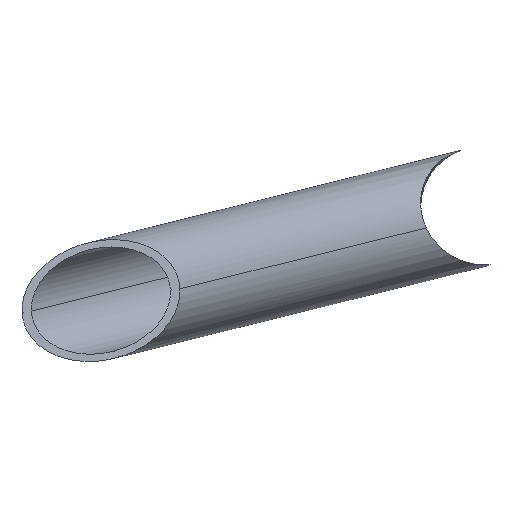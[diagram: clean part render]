
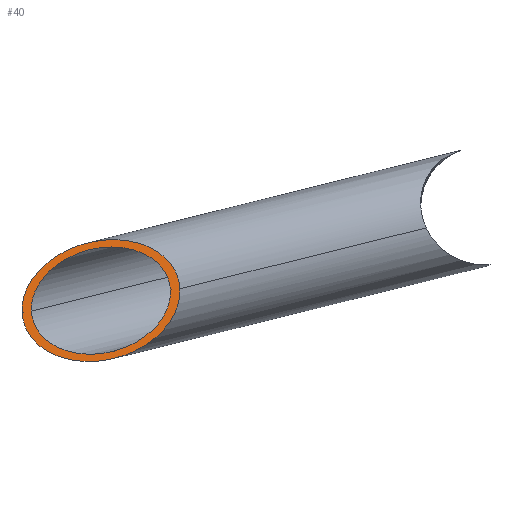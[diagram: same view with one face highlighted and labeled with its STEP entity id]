
A CAD part, top view. The second image highlights one B-rep face of the part: STEP entity #40.
In plain terms, the highlighted planar face has unit normal (0.144, 0.06, 0.988).
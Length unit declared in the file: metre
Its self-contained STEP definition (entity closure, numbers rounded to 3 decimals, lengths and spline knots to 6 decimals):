
#40=ADVANCED_FACE('0:39',(#79,#80),#81,.T.);
#79=FACE_OUTER_BOUND('',#115,.T.);
#80=FACE_BOUND('',#116,.T.);
#81=PLANE('',#117);
#115=EDGE_LOOP('',(#167,#168));
#116=EDGE_LOOP('',(#169,#170,#171));
#117=AXIS2_PLACEMENT_3D('',#172,#173,#174);
#167=ORIENTED_EDGE('',*,*,#248,.F.);
#168=ORIENTED_EDGE('',*,*,#238,.F.);
#169=ORIENTED_EDGE('',*,*,#249,.T.);
#170=ORIENTED_EDGE('',*,*,#235,.T.);
#171=ORIENTED_EDGE('',*,*,#250,.T.);
#172=CARTESIAN_POINT('',(-2.2449,-0.317,0.26148));
#173=DIRECTION('',(0.144,0.06,0.988));
#174=DIRECTION('',(0.385,-0.923,0.0));
#235=EDGE_CURVE('',#268,#278,#280,.T.);
#238=EDGE_CURVE('',#282,#285,#286,.F.);
#248=EDGE_CURVE('0:96',#285,#282,#300,.F.);
#249=EDGE_CURVE('0:84',#301,#268,#302,.T.);
#250=EDGE_CURVE('',#278,#301,#303,.T.);
#268=VERTEX_POINT('',#326);
#278=VERTEX_POINT('',#622);
#280=ELLIPSE('',#625,0.015076,0.011);
#282=VERTEX_POINT('',#627);
#285=VERTEX_POINT('',#631);
#286=ELLIPSE('',#632,0.017131,0.0125);
#300=ELLIPSE('',#904,0.017131,0.0125);
#301=VERTEX_POINT('',#905);
#302=ELLIPSE('',#906,0.015076,0.011);
#303=ELLIPSE('',#907,0.015076,0.011);
#326=CARTESIAN_POINT('',(-2.259545,-0.319193,0.26375));
#622=CARTESIAN_POINT('',(-2.230255,-0.314807,0.25921));
#625=AXIS2_PLACEMENT_3D('',#1239,#1240,#1241);
#627=CARTESIAN_POINT('',(-2.261542,-0.319492,0.264059));
#631=CARTESIAN_POINT('',(-2.228258,-0.314508,0.258901));
#632=AXIS2_PLACEMENT_3D('',#1243,#1244,#1245);
#904=AXIS2_PLACEMENT_3D('',#1252,#1253,#1254);
#905=CARTESIAN_POINT('',(-2.259447,-0.320098,0.263791));
#906=AXIS2_PLACEMENT_3D('',#1255,#1256,#1257);
#907=AXIS2_PLACEMENT_3D('',#1258,#1259,#1260);
#1239=CARTESIAN_POINT('',(-2.2449,-0.317,0.26148));
#1240=DIRECTION('',(-0.144,-0.06,-0.988));
#1241=DIRECTION('',(0.952,0.264,-0.155));
#1243=CARTESIAN_POINT('',(-2.2449,-0.317,0.26148));
#1244=DIRECTION('',(0.144,0.06,0.988));
#1245=DIRECTION('',(-0.952,-0.264,0.155));
#1252=CARTESIAN_POINT('',(-2.2449,-0.317,0.26148));
#1253=DIRECTION('',(0.144,0.06,0.988));
#1254=DIRECTION('',(-0.952,-0.264,0.155));
#1255=CARTESIAN_POINT('',(-2.2449,-0.317,0.26148));
#1256=DIRECTION('',(-0.144,-0.06,-0.988));
#1257=DIRECTION('',(0.952,0.264,-0.155));
#1258=CARTESIAN_POINT('',(-2.2449,-0.317,0.26148));
#1259=DIRECTION('',(-0.144,-0.06,-0.988));
#1260=DIRECTION('',(0.952,0.264,-0.155));
